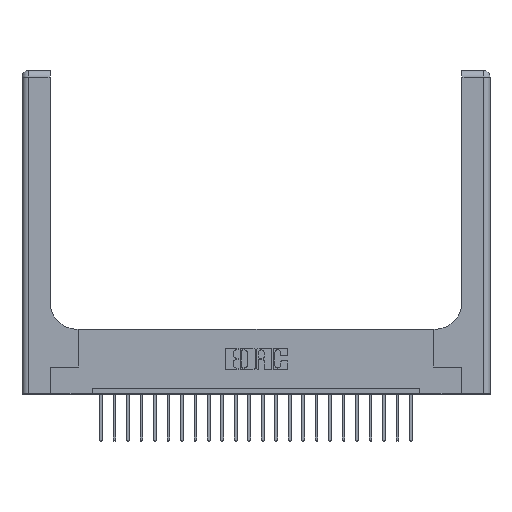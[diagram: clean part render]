
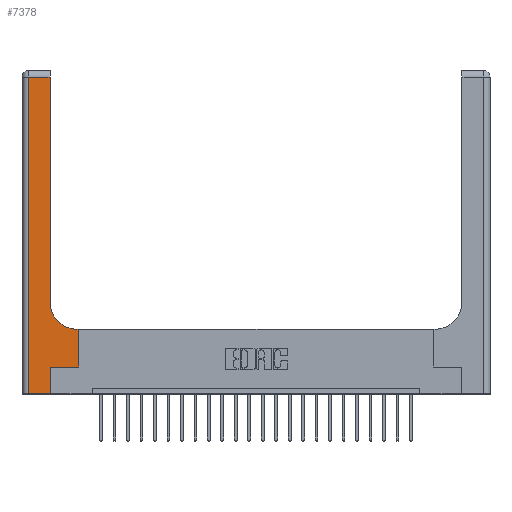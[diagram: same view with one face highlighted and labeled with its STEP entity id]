
A CAD part, top view. The second image highlights one B-rep face of the part: STEP entity #7378.
In plain terms, the highlighted planar face has unit normal (0, 0, 1).
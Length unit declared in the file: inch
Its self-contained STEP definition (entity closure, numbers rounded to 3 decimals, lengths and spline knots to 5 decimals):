
#289 = ORIENTED_EDGE ( 'NONE', *, *, #2070, .T. ) ;
#526 = ORIENTED_EDGE ( 'NONE', *, *, #15169, .T. ) ;
#746 = EDGE_LOOP ( 'NONE', ( #788, #526, #15759, #21229, #20268, #19013, #22410, #5291, #289 ) ) ;
#788 = ORIENTED_EDGE ( 'NONE', *, *, #12813, .T. ) ;
#821 = EDGE_CURVE ( 'NONE', #11922, #2084, #3295, .T. ) ;
#1196 = VERTEX_POINT ( 'NONE', #4786 ) ;
#1653 = VECTOR ( 'NONE', #21137, 39.37008 ) ;
#1877 = CARTESIAN_POINT ( 'NONE',  ( 0.528, 0.25, 0.37 ) ) ;
#2070 = EDGE_CURVE ( 'NONE', #20923, #3125, #22674, .T. ) ;
#2084 = VERTEX_POINT ( 'NONE', #17347 ) ;
#2123 = DIRECTION ( 'NONE',  ( -1., 0., 0. ) ) ;
#2176 = EDGE_CURVE ( 'NONE', #16019, #20923, #21749, .T. ) ;
#2354 = VECTOR ( 'NONE', #18878, 39.37008 ) ;
#2420 = CARTESIAN_POINT ( 'NONE',  ( 0.26, 0.85, 0.37 ) ) ;
#2542 = VERTEX_POINT ( 'NONE', #1877 ) ;
#2550 = DIRECTION ( 'NONE',  ( 0., 1., 0. ) ) ;
#3125 = VERTEX_POINT ( 'NONE', #2420 ) ;
#3295 = LINE ( 'NONE', #3631, #17017 ) ;
#3631 = CARTESIAN_POINT ( 'NONE',  ( 0.06, 3., 0.37 ) ) ;
#3818 = CARTESIAN_POINT ( 'NONE',  ( 0.528, 0.6, 0.37 ) ) ;
#4145 = VERTEX_POINT ( 'NONE', #14656 ) ;
#4605 = LINE ( 'NONE', #15274, #2354 ) ;
#4786 = CARTESIAN_POINT ( 'NONE',  ( 0.26, 2.94, 0.37 ) ) ;
#5002 = LINE ( 'NONE', #17529, #1653 ) ;
#5150 = PLANE ( 'NONE',  #10679 ) ;
#5291 = ORIENTED_EDGE ( 'NONE', *, *, #2176, .T. ) ;
#5321 = VECTOR ( 'NONE', #5385, 39.37008 ) ;
#5385 = DIRECTION ( 'NONE',  ( -1., 0., 0. ) ) ;
#5567 = CARTESIAN_POINT ( 'NONE',  ( 0., 3., 0.37 ) ) ;
#6155 = LINE ( 'NONE', #15086, #9300 ) ;
#7119 = DIRECTION ( 'NONE',  ( 0., -1., 0. ) ) ;
#7124 = DIRECTION ( 'NONE',  ( 1., 0., 0. ) ) ;
#7241 = LINE ( 'NONE', #8855, #5321 ) ;
#7378 = ADVANCED_FACE ( 'NONE', ( #8628 ), #5150, .F. ) ;
#7515 = CARTESIAN_POINT ( 'NONE',  ( 0.265, 0., 0.37 ) ) ;
#7973 = CARTESIAN_POINT ( 'NONE',  ( 0.265, 0.25, 0.37 ) ) ;
#8628 = FACE_OUTER_BOUND ( 'NONE', #746, .T. ) ;
#8855 = CARTESIAN_POINT ( 'NONE',  ( 0., 2.94, 0.37 ) ) ;
#9095 = CARTESIAN_POINT ( 'NONE',  ( 0.51, 0.6, 0.37 ) ) ;
#9300 = VECTOR ( 'NONE', #2550, 39.37008 ) ;
#10261 = CARTESIAN_POINT ( 'NONE',  ( 0.51, 0.85, 0.37 ) ) ;
#10679 = AXIS2_PLACEMENT_3D ( 'NONE', #5567, #12659, #17989 ) ;
#10936 = CARTESIAN_POINT ( 'NONE',  ( 0.26, 0.6, 0.37 ) ) ;
#11449 = DIRECTION ( 'NONE',  ( 1., 0., 0. ) ) ;
#11922 = VERTEX_POINT ( 'NONE', #19798 ) ;
#12475 = EDGE_CURVE ( 'NONE', #22544, #4145, #6155, .T. ) ;
#12640 = AXIS2_PLACEMENT_3D ( 'NONE', #10261, #15825, #7124 ) ;
#12659 = DIRECTION ( 'NONE',  ( 0., 0., -1. ) ) ;
#12813 = EDGE_CURVE ( 'NONE', #3125, #1196, #22155, .T. ) ;
#13092 = CARTESIAN_POINT ( 'NONE',  ( 0.26, 3., 0.37 ) ) ;
#14656 = CARTESIAN_POINT ( 'NONE',  ( 0.265, 0.25, 0.37 ) ) ;
#15086 = CARTESIAN_POINT ( 'NONE',  ( 0.265, 0., 0.37 ) ) ;
#15090 = EDGE_CURVE ( 'NONE', #2542, #16019, #4605, .T. ) ;
#15169 = EDGE_CURVE ( 'NONE', #1196, #11922, #7241, .T. ) ;
#15274 = CARTESIAN_POINT ( 'NONE',  ( 0.528, 0.25, 0.37 ) ) ;
#15759 = ORIENTED_EDGE ( 'NONE', *, *, #821, .T. ) ;
#15825 = DIRECTION ( 'NONE',  ( 0., 0., -1. ) ) ;
#16019 = VERTEX_POINT ( 'NONE', #3818 ) ;
#16055 = EDGE_CURVE ( 'NONE', #2084, #22544, #5002, .T. ) ;
#16734 = VECTOR ( 'NONE', #22041, 39.37008 ) ;
#17017 = VECTOR ( 'NONE', #7119, 39.37008 ) ;
#17347 = CARTESIAN_POINT ( 'NONE',  ( 0.06, 0., 0.37 ) ) ;
#17529 = CARTESIAN_POINT ( 'NONE',  ( 0., 0., 0.37 ) ) ;
#17857 = EDGE_CURVE ( 'NONE', #4145, #2542, #20273, .T. ) ;
#17989 = DIRECTION ( 'NONE',  ( -1., 0., 0. ) ) ;
#18878 = DIRECTION ( 'NONE',  ( 0., 1., 0. ) ) ;
#19013 = ORIENTED_EDGE ( 'NONE', *, *, #17857, .T. ) ;
#19798 = CARTESIAN_POINT ( 'NONE',  ( 0.06, 2.94, 0.37 ) ) ;
#20268 = ORIENTED_EDGE ( 'NONE', *, *, #12475, .T. ) ;
#20273 = LINE ( 'NONE', #7973, #20613 ) ;
#20613 = VECTOR ( 'NONE', #11449, 39.37008 ) ;
#20923 = VERTEX_POINT ( 'NONE', #9095 ) ;
#21137 = DIRECTION ( 'NONE',  ( 1., 0., 0. ) ) ;
#21229 = ORIENTED_EDGE ( 'NONE', *, *, #16055, .T. ) ;
#21749 = LINE ( 'NONE', #10936, #22706 ) ;
#22041 = DIRECTION ( 'NONE',  ( 0., 1., 0. ) ) ;
#22155 = LINE ( 'NONE', #13092, #16734 ) ;
#22410 = ORIENTED_EDGE ( 'NONE', *, *, #15090, .T. ) ;
#22544 = VERTEX_POINT ( 'NONE', #7515 ) ;
#22674 = CIRCLE ( 'NONE', #12640, 0.25 ) ;
#22706 = VECTOR ( 'NONE', #2123, 39.37008 ) ;
